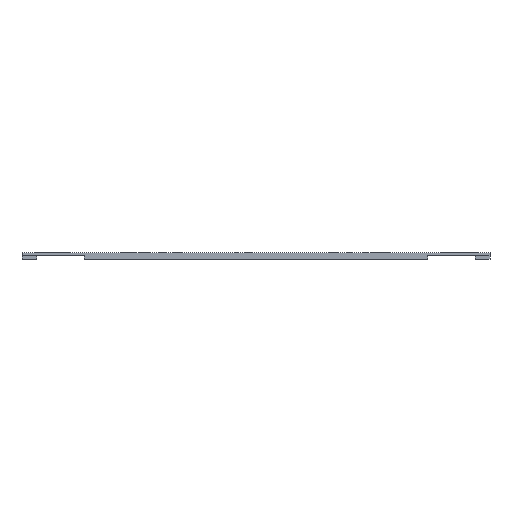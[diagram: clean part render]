
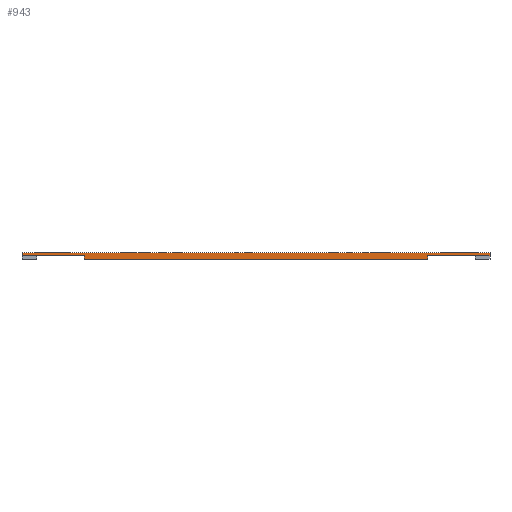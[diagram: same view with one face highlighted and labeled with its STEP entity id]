
A CAD part, front view. The second image highlights one B-rep face of the part: STEP entity #943.
In plain terms, the highlighted planar face has unit normal (0, -1, 0).
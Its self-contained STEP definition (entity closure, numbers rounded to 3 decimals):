
#123 = EDGE_CURVE('',#124,#126,#128,.T.);
#124 = VERTEX_POINT('',#125);
#125 = CARTESIAN_POINT('',(0.,0.,1.));
#126 = VERTEX_POINT('',#127);
#127 = CARTESIAN_POINT('',(150.,0.,1.));
#128 = LINE('',#129,#130);
#129 = CARTESIAN_POINT('',(0.,0.,1.));
#130 = VECTOR('',#131,1.);
#131 = DIRECTION('',(1.,0.,0.));
#943 = ADVANCED_FACE('',(#944),#1001,.T.);
#944 = FACE_BOUND('',#945,.T.);
#945 = EDGE_LOOP('',(#946,#954,#962,#970,#978,#986,#994,#1000));
#946 = ORIENTED_EDGE('',*,*,#947,.F.);
#947 = EDGE_CURVE('',#948,#124,#950,.T.);
#948 = VERTEX_POINT('',#949);
#949 = CARTESIAN_POINT('',(0.,0.,0.));
#950 = LINE('',#951,#952);
#951 = CARTESIAN_POINT('',(0.,0.,0.));
#952 = VECTOR('',#953,1.);
#953 = DIRECTION('',(0.,0.,1.));
#954 = ORIENTED_EDGE('',*,*,#955,.T.);
#955 = EDGE_CURVE('',#948,#956,#958,.T.);
#956 = VERTEX_POINT('',#957);
#957 = CARTESIAN_POINT('',(20.,0.,0.));
#958 = LINE('',#959,#960);
#959 = CARTESIAN_POINT('',(0.,0.,0.));
#960 = VECTOR('',#961,1.);
#961 = DIRECTION('',(1.,0.,0.));
#962 = ORIENTED_EDGE('',*,*,#963,.T.);
#963 = EDGE_CURVE('',#956,#964,#966,.T.);
#964 = VERTEX_POINT('',#965);
#965 = CARTESIAN_POINT('',(20.,0.,-1.2));
#966 = LINE('',#967,#968);
#967 = CARTESIAN_POINT('',(20.,0.,0.));
#968 = VECTOR('',#969,1.);
#969 = DIRECTION('',(0.,0.,-1.));
#970 = ORIENTED_EDGE('',*,*,#971,.T.);
#971 = EDGE_CURVE('',#964,#972,#974,.T.);
#972 = VERTEX_POINT('',#973);
#973 = CARTESIAN_POINT('',(130.,0.,-1.2));
#974 = LINE('',#975,#976);
#975 = CARTESIAN_POINT('',(20.,0.,-1.2));
#976 = VECTOR('',#977,1.);
#977 = DIRECTION('',(1.,0.,0.));
#978 = ORIENTED_EDGE('',*,*,#979,.F.);
#979 = EDGE_CURVE('',#980,#972,#982,.T.);
#980 = VERTEX_POINT('',#981);
#981 = CARTESIAN_POINT('',(130.,0.,0.));
#982 = LINE('',#983,#984);
#983 = CARTESIAN_POINT('',(130.,0.,0.));
#984 = VECTOR('',#985,1.);
#985 = DIRECTION('',(0.,0.,-1.));
#986 = ORIENTED_EDGE('',*,*,#987,.T.);
#987 = EDGE_CURVE('',#980,#988,#990,.T.);
#988 = VERTEX_POINT('',#989);
#989 = CARTESIAN_POINT('',(150.,0.,0.));
#990 = LINE('',#991,#992);
#991 = CARTESIAN_POINT('',(0.,0.,0.));
#992 = VECTOR('',#993,1.);
#993 = DIRECTION('',(1.,0.,0.));
#994 = ORIENTED_EDGE('',*,*,#995,.T.);
#995 = EDGE_CURVE('',#988,#126,#996,.T.);
#996 = LINE('',#997,#998);
#997 = CARTESIAN_POINT('',(150.,0.,0.));
#998 = VECTOR('',#999,1.);
#999 = DIRECTION('',(0.,0.,1.));
#1000 = ORIENTED_EDGE('',*,*,#123,.F.);
#1001 = PLANE('',#1002);
#1002 = AXIS2_PLACEMENT_3D('',#1003,#1004,#1005);
#1003 = CARTESIAN_POINT('',(75.,0.,0.058));
#1004 = DIRECTION('',(-0.,-1.,-0.));
#1005 = DIRECTION('',(0.,0.,-1.));
